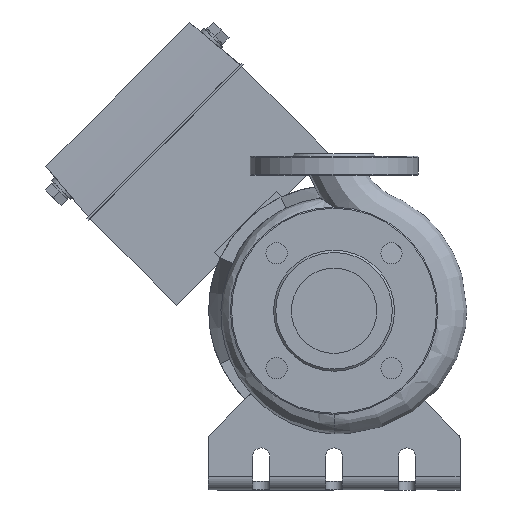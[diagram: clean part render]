
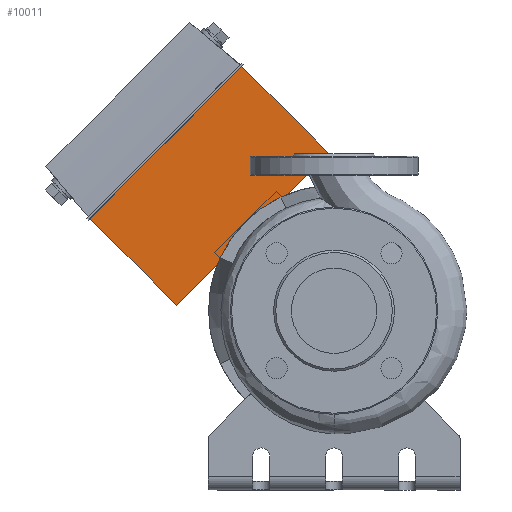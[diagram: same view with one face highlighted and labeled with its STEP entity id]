
A CAD part, left-side view. The second image highlights one B-rep face of the part: STEP entity #10011.
In plain terms, the highlighted planar face has unit normal (-1, 0, 0).
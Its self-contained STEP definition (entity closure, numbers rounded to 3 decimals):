
#909=LINE('',#19947,#1780);
#916=LINE('',#19965,#1787);
#919=LINE('',#19971,#1790);
#920=LINE('',#19972,#1791);
#1780=VECTOR('',#13827,10.);
#1787=VECTOR('',#13852,10.);
#1790=VECTOR('',#13857,10.);
#1791=VECTOR('',#13858,10.);
#2254=PLANE('',#11020);
#2928=FACE_OUTER_BOUND('',#3590,.T.);
#3590=EDGE_LOOP('',(#9237,#9238,#9239,#9240));
#4990=VERTEX_POINT('',#19943);
#4992=VERTEX_POINT('',#19946);
#4994=VERTEX_POINT('',#19964);
#4996=VERTEX_POINT('',#19970);
#6403=EDGE_CURVE('',#4992,#4990,#909,.T.);
#6412=EDGE_CURVE('',#4994,#4992,#916,.T.);
#6415=EDGE_CURVE('',#4990,#4996,#919,.T.);
#6416=EDGE_CURVE('',#4996,#4994,#920,.T.);
#9237=ORIENTED_EDGE('',*,*,#6403,.T.);
#9238=ORIENTED_EDGE('',*,*,#6415,.T.);
#9239=ORIENTED_EDGE('',*,*,#6416,.T.);
#9240=ORIENTED_EDGE('',*,*,#6412,.T.);
#10011=ADVANCED_FACE('',(#2928),#2254,.T.);
#11020=AXIS2_PLACEMENT_3D('',#19969,#13855,#13856);
#13827=DIRECTION('',(0.,0.707,-0.707));
#13852=DIRECTION('',(0.,0.707,0.707));
#13855=DIRECTION('center_axis',(-1.,0.,0.));
#13856=DIRECTION('ref_axis',(0.,0.707,0.707));
#13857=DIRECTION('',(0.,-0.707,-0.707));
#13858=DIRECTION('',(0.,-0.707,0.707));
#19943=CARTESIAN_POINT('',(213.,218.142,242.378));
#19946=CARTESIAN_POINT('',(213.,82.378,378.142));
#19947=CARTESIAN_POINT('',(213.,150.26,310.26));
#19964=CARTESIAN_POINT('',(213.,4.95,300.714));
#19965=CARTESIAN_POINT('',(213.,4.95,300.714));
#19969=CARTESIAN_POINT('Origin',(213.,150.967,310.967));
#19970=CARTESIAN_POINT('',(213.,140.714,164.95));
#19971=CARTESIAN_POINT('',(213.,140.714,164.95));
#19972=CARTESIAN_POINT('',(213.,72.832,232.832));
